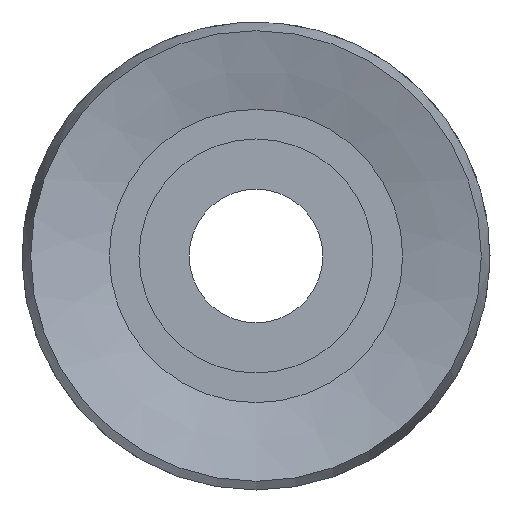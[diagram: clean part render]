
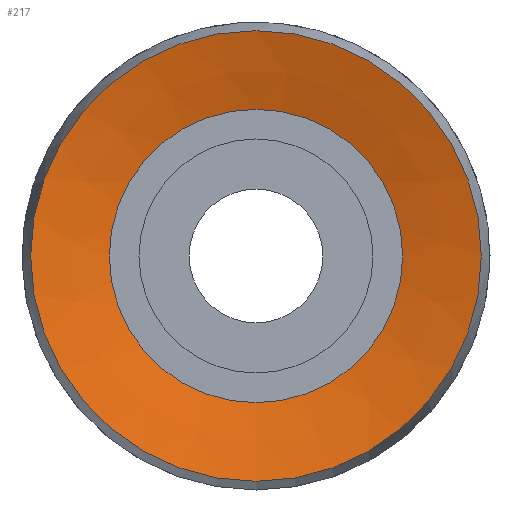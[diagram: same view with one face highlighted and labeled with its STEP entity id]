
A CAD part, left-side view. The second image highlights one B-rep face of the part: STEP entity #217.
In plain terms, the highlighted conical face has half-angle 75 degrees and reference radius 6.741 mm.
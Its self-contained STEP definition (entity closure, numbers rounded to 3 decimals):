
#217 = ADVANCED_FACE( '', ( #413, #414 ), #415, .F. );
#413 = FACE_BOUND( '', #633, .T. );
#414 = FACE_OUTER_BOUND( '', #634, .T. );
#415 = CONICAL_SURFACE( '', #635, 6.741, 1.309 );
#633 = EDGE_LOOP( '', ( #1288 ) );
#634 = EDGE_LOOP( '', ( #1289 ) );
#635 = AXIS2_PLACEMENT_3D( '', #1290, #1291, #1292 );
#1288 = ORIENTED_EDGE( '', *, *, #1635, .T. );
#1289 = ORIENTED_EDGE( '', *, *, #1636, .F. );
#1290 = CARTESIAN_POINT( '', ( -6.63, 0., 0. ) );
#1291 = DIRECTION( '', ( -1., 0., 0. ) );
#1292 = DIRECTION( '', ( 0., 0., 1. ) );
#1635 = EDGE_CURVE( '', #1984, #1984, #1985, .T. );
#1636 = EDGE_CURVE( '', #1986, #1986, #1987, .T. );
#1984 = VERTEX_POINT( '', #2398 );
#1985 = CIRCLE( '', #2399, 4.388 );
#1986 = VERTEX_POINT( '', #2400 );
#1987 = CIRCLE( '', #2401, 6.741 );
#2398 = CARTESIAN_POINT( '', ( -6., 0., -4.388 ) );
#2399 = AXIS2_PLACEMENT_3D( '', #2917, #2918, #2919 );
#2400 = CARTESIAN_POINT( '', ( -6.63, 0., -6.741 ) );
#2401 = AXIS2_PLACEMENT_3D( '', #2920, #2921, #2922 );
#2917 = CARTESIAN_POINT( '', ( -6., 0., 0. ) );
#2918 = DIRECTION( '', ( 1., 0., 0. ) );
#2919 = DIRECTION( '', ( 0., 0., -1. ) );
#2920 = CARTESIAN_POINT( '', ( -6.63, 0., 0. ) );
#2921 = DIRECTION( '', ( 1., 0., 0. ) );
#2922 = DIRECTION( '', ( 0., 0., -1. ) );
